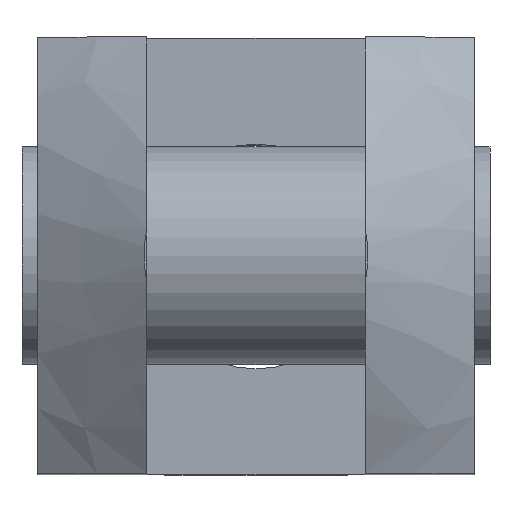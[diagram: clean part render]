
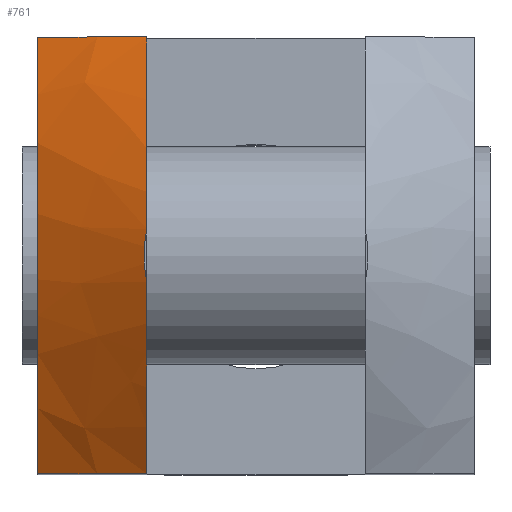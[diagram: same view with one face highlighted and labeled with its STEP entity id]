
A CAD part, top view. The second image highlights one B-rep face of the part: STEP entity #761.
In plain terms, the highlighted conical face has half-angle 60 degrees and reference radius 43 mm.
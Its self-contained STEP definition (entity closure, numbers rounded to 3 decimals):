
#631=CARTESIAN_POINT('',(-35.,35.0,169.815));
#632=VERTEX_POINT('',#631);
#639=CARTESIAN_POINT('',(-17.5,35.0,175.8));
#640=VERTEX_POINT('',#639);
#641=CARTESIAN_POINT('',(-35.,35.0,169.815));
#642=CARTESIAN_POINT('',(-25.227,35.0,173.805));
#643=CARTESIAN_POINT('',(-17.5,35.0,175.8));
#651=(BOUNDED_CURVE()B_SPLINE_CURVE(2,(#641,#642,#643),.UNSPECIFIED.,.F.,.U.)B_SPLINE_CURVE_WITH_KNOTS((3,3),(1.645,3.575),.UNSPECIFIED.)CURVE()GEOMETRIC_REPRESENTATION_ITEM()RATIONAL_B_SPLINE_CURVE((1.219,1.328,1.389))REPRESENTATION_ITEM(''));
#652=EDGE_CURVE('',#632,#640,#651,.T.);
#686=CARTESIAN_POINT('',(0.0,0.0,173.566));
#687=DIRECTION('',(0.0,0.0,-1.0));
#688=DIRECTION('',(1.0,0.0,0.0));
#689=AXIS2_PLACEMENT_3D('',#686,#687,#688);
#690=CONICAL_SURFACE('',#689,43.,60.);
#691=CARTESIAN_POINT('',(-17.5,-4.213,188.));
#692=VERTEX_POINT('',#691);
#693=CARTESIAN_POINT('',(-17.5,-35.,175.8));
#694=VERTEX_POINT('',#693);
#695=CARTESIAN_POINT('',(-17.5,-4.213,188.));
#696=CARTESIAN_POINT('',(-17.5,-13.913,186.689));
#697=CARTESIAN_POINT('',(-17.5,-35.,175.8));
#705=(BOUNDED_CURVE()B_SPLINE_CURVE(2,(#695,#696,#697),.UNSPECIFIED.,.F.,.U.)B_SPLINE_CURVE_WITH_KNOTS((3,3),(0.0,4.641),.UNSPECIFIED.)CURVE()GEOMETRIC_REPRESENTATION_ITEM()RATIONAL_B_SPLINE_CURVE((1.0,1.293,1.187))REPRESENTATION_ITEM(''));
#706=EDGE_CURVE('',#692,#694,#705,.T.);
#707=ORIENTED_EDGE('',*,*,#706,.F.);
#708=CARTESIAN_POINT('',(-17.5,4.213,188.));
#709=VERTEX_POINT('',#708);
#710=CARTESIAN_POINT('',(0.0,0.0,188.));
#711=DIRECTION('',(0.0,0.0,1.0));
#712=DIRECTION('',(1.0,0.0,0.0));
#713=AXIS2_PLACEMENT_3D('',#710,#711,#712);
#714=CIRCLE('',#713,18.);
#715=EDGE_CURVE('',#709,#692,#714,.T.);
#716=ORIENTED_EDGE('',*,*,#715,.F.);
#717=CARTESIAN_POINT('',(-17.5,35.0,175.8));
#718=CARTESIAN_POINT('',(-17.5,13.913,186.689));
#719=CARTESIAN_POINT('',(-17.5,4.213,188.));
#727=(BOUNDED_CURVE()B_SPLINE_CURVE(2,(#717,#718,#719),.UNSPECIFIED.,.F.,.U.)B_SPLINE_CURVE_WITH_KNOTS((3,3),(2.171,6.811),.UNSPECIFIED.)CURVE()GEOMETRIC_REPRESENTATION_ITEM()RATIONAL_B_SPLINE_CURVE((1.187,1.293,1.0))REPRESENTATION_ITEM(''));
#728=EDGE_CURVE('',#640,#709,#727,.T.);
#729=ORIENTED_EDGE('',*,*,#728,.F.);
#730=ORIENTED_EDGE('',*,*,#652,.F.);
#731=CARTESIAN_POINT('',(-35.,-35.,169.815));
#732=VERTEX_POINT('',#731);
#733=CARTESIAN_POINT('',(-35.,-35.,169.815));
#734=CARTESIAN_POINT('',(-35.,0.,184.104));
#735=CARTESIAN_POINT('',(-35.,35.0,169.815));
#743=(BOUNDED_CURVE()B_SPLINE_CURVE(2,(#733,#734,#735),.UNSPECIFIED.,.F.,.U.)B_SPLINE_CURVE_WITH_KNOTS((3,3),(1.645,10.622),.UNSPECIFIED.)CURVE()GEOMETRIC_REPRESENTATION_ITEM()RATIONAL_B_SPLINE_CURVE((1.219,1.724,1.219))REPRESENTATION_ITEM(''));
#744=EDGE_CURVE('',#732,#632,#743,.T.);
#745=ORIENTED_EDGE('',*,*,#744,.F.);
#746=CARTESIAN_POINT('',(-17.5,-35.,175.8));
#747=CARTESIAN_POINT('',(-25.227,-35.,173.805));
#748=CARTESIAN_POINT('',(-35.,-35.,169.815));
#756=(BOUNDED_CURVE()B_SPLINE_CURVE(2,(#746,#747,#748),.UNSPECIFIED.,.F.,.U.)B_SPLINE_CURVE_WITH_KNOTS((3,3),(8.692,10.622),.UNSPECIFIED.)CURVE()GEOMETRIC_REPRESENTATION_ITEM()RATIONAL_B_SPLINE_CURVE((1.389,1.328,1.219))REPRESENTATION_ITEM(''));
#757=EDGE_CURVE('',#694,#732,#756,.T.);
#758=ORIENTED_EDGE('',*,*,#757,.F.);
#759=EDGE_LOOP('',(#707,#716,#729,#730,#745,#758));
#760=FACE_OUTER_BOUND('',#759,.T.);
#761=ADVANCED_FACE('',(#760),#690,.T.);
